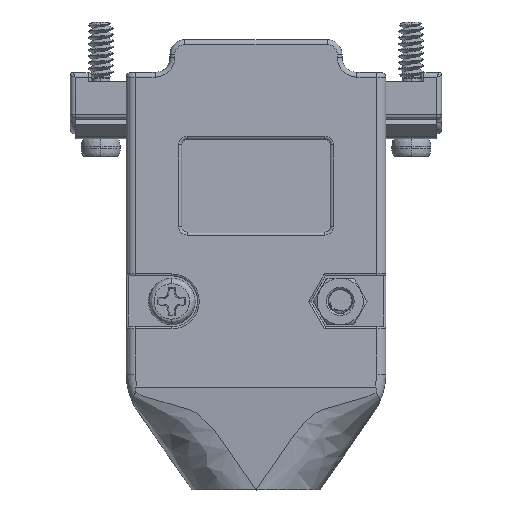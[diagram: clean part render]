
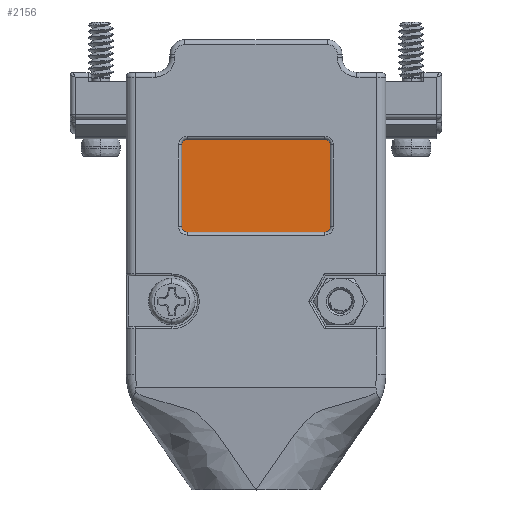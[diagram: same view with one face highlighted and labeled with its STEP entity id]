
A CAD part, top view. The second image highlights one B-rep face of the part: STEP entity #2156.
In plain terms, the highlighted planar face has unit normal (0, 0, 1).
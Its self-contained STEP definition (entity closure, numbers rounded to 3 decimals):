
#1022 = DIRECTION ( 'NONE',  ( 1., 0., 0. ) ) ;
#1935 = VERTEX_POINT ( 'NONE', #9706 ) ;
#2004 = DIRECTION ( 'NONE',  ( 0., -1., 0. ) ) ;
#2138 = CIRCLE ( 'NONE', #22420, 0.6 ) ;
#2156 = ADVANCED_FACE ( 'NONE', ( #31554 ), #28192, .T. ) ;
#3003 = EDGE_CURVE ( 'NONE', #1935, #17644, #8359, .T. ) ;
#3620 = EDGE_LOOP ( 'NONE', ( #28874, #12438, #18169, #6789, #19383, #25665, #23238, #3960 ) ) ;
#3801 = EDGE_CURVE ( 'NONE', #34878, #4076, #16586, .T. ) ;
#3960 = ORIENTED_EDGE ( 'NONE', *, *, #24397, .T. ) ;
#3984 = CIRCLE ( 'NONE', #6391, 0.6 ) ;
#4076 = VERTEX_POINT ( 'NONE', #9730 ) ;
#6391 = AXIS2_PLACEMENT_3D ( 'NONE', #9381, #35559, #18489 ) ;
#6528 = EDGE_CURVE ( 'NONE', #17644, #26464, #30700, .T. ) ;
#6590 = DIRECTION ( 'NONE',  ( 0., 0., 1. ) ) ;
#6625 = AXIS2_PLACEMENT_3D ( 'NONE', #25386, #19735, #17299 ) ;
#6789 = ORIENTED_EDGE ( 'NONE', *, *, #31395, .T. ) ;
#8359 = LINE ( 'NONE', #33259, #15714 ) ;
#8869 = CARTESIAN_POINT ( 'NONE',  ( 6.562, 10.764, 55.563 ) ) ;
#9381 = CARTESIAN_POINT ( 'NONE',  ( 5.962, 1.364, 55.563 ) ) ;
#9706 = CARTESIAN_POINT ( 'NONE',  ( -9.438, 10.164, 55.563 ) ) ;
#9730 = CARTESIAN_POINT ( 'NONE',  ( -8.838, 10.764, 55.563 ) ) ;
#11142 = VERTEX_POINT ( 'NONE', #26302 ) ;
#11292 = CARTESIAN_POINT ( 'NONE',  ( -8.838, 0.764, 55.563 ) ) ;
#11360 = VERTEX_POINT ( 'NONE', #34211 ) ;
#11364 = CARTESIAN_POINT ( 'NONE',  ( 5.962, 10.164, 55.563 ) ) ;
#12438 = ORIENTED_EDGE ( 'NONE', *, *, #6528, .T. ) ;
#13609 = CARTESIAN_POINT ( 'NONE',  ( -9.438, 10.764, 55.563 ) ) ;
#15259 = CARTESIAN_POINT ( 'NONE',  ( 6.562, 10.164, 55.563 ) ) ;
#15714 = VECTOR ( 'NONE', #2004, 1000. ) ;
#16411 = DIRECTION ( 'NONE',  ( 0., 1., 0. ) ) ;
#16586 = LINE ( 'NONE', #13609, #34877 ) ;
#17057 = LINE ( 'NONE', #8869, #30088 ) ;
#17299 = DIRECTION ( 'NONE',  ( 0., 1., 0. ) ) ;
#17644 = VERTEX_POINT ( 'NONE', #27741 ) ;
#17943 = DIRECTION ( 'NONE',  ( 0., 1., 0. ) ) ;
#18169 = ORIENTED_EDGE ( 'NONE', *, *, #21592, .T. ) ;
#18279 = CARTESIAN_POINT ( 'NONE',  ( 5.962, 10.764, 55.563 ) ) ;
#18489 = DIRECTION ( 'NONE',  ( 0., 1., 0. ) ) ;
#19383 = ORIENTED_EDGE ( 'NONE', *, *, #22831, .T. ) ;
#19532 = VECTOR ( 'NONE', #1022, 1000. ) ;
#19735 = DIRECTION ( 'NONE',  ( 0., 0., 1. ) ) ;
#19936 = AXIS2_PLACEMENT_3D ( 'NONE', #11364, #22738, #16411 ) ;
#20225 = DIRECTION ( 'NONE',  ( 0., 1., 0. ) ) ;
#21592 = EDGE_CURVE ( 'NONE', #26464, #11142, #23416, .T. ) ;
#21718 = CIRCLE ( 'NONE', #19936, 0.6 ) ;
#22352 = DIRECTION ( 'NONE',  ( -1., 0., 0. ) ) ;
#22420 = AXIS2_PLACEMENT_3D ( 'NONE', #26838, #23826, #26096 ) ;
#22738 = DIRECTION ( 'NONE',  ( 0., 0., 1. ) ) ;
#22831 = EDGE_CURVE ( 'NONE', #11360, #28474, #17057, .T. ) ;
#23238 = ORIENTED_EDGE ( 'NONE', *, *, #3801, .T. ) ;
#23416 = LINE ( 'NONE', #29265, #19532 ) ;
#23561 = CARTESIAN_POINT ( 'NONE',  ( -8.838, 1.364, 55.563 ) ) ;
#23826 = DIRECTION ( 'NONE',  ( 0., 0., 1. ) ) ;
#24397 = EDGE_CURVE ( 'NONE', #4076, #1935, #2138, .T. ) ;
#25386 = CARTESIAN_POINT ( 'NONE',  ( -1.438, 15.553, 55.563 ) ) ;
#25665 = ORIENTED_EDGE ( 'NONE', *, *, #35439, .T. ) ;
#26096 = DIRECTION ( 'NONE',  ( 0., 1., 0. ) ) ;
#26302 = CARTESIAN_POINT ( 'NONE',  ( 5.962, 0.764, 55.563 ) ) ;
#26464 = VERTEX_POINT ( 'NONE', #11292 ) ;
#26838 = CARTESIAN_POINT ( 'NONE',  ( -8.838, 10.164, 55.563 ) ) ;
#27741 = CARTESIAN_POINT ( 'NONE',  ( -9.438, 1.364, 55.563 ) ) ;
#28192 = PLANE ( 'NONE',  #6625 ) ;
#28474 = VERTEX_POINT ( 'NONE', #15259 ) ;
#28874 = ORIENTED_EDGE ( 'NONE', *, *, #3003, .T. ) ;
#29265 = CARTESIAN_POINT ( 'NONE',  ( -9.438, 0.764, 55.563 ) ) ;
#30088 = VECTOR ( 'NONE', #20225, 1000. ) ;
#30700 = CIRCLE ( 'NONE', #31285, 0.6 ) ;
#31285 = AXIS2_PLACEMENT_3D ( 'NONE', #23561, #6590, #17943 ) ;
#31395 = EDGE_CURVE ( 'NONE', #11142, #11360, #3984, .T. ) ;
#31554 = FACE_OUTER_BOUND ( 'NONE', #3620, .T. ) ;
#33259 = CARTESIAN_POINT ( 'NONE',  ( -9.438, 10.764, 55.563 ) ) ;
#34211 = CARTESIAN_POINT ( 'NONE',  ( 6.562, 1.364, 55.563 ) ) ;
#34877 = VECTOR ( 'NONE', #22352, 1000. ) ;
#34878 = VERTEX_POINT ( 'NONE', #18279 ) ;
#35439 = EDGE_CURVE ( 'NONE', #28474, #34878, #21718, .T. ) ;
#35559 = DIRECTION ( 'NONE',  ( 0., 0., 1. ) ) ;
